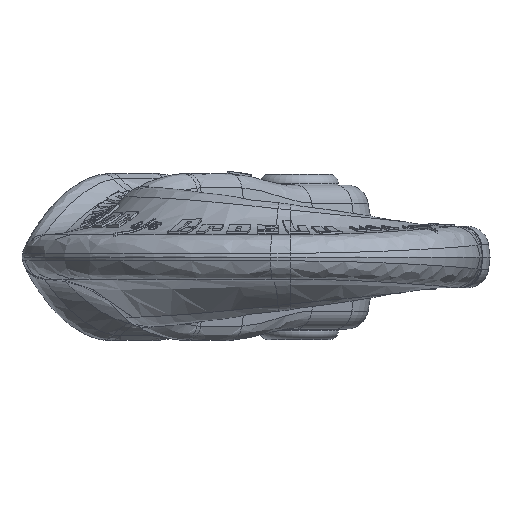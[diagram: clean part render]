
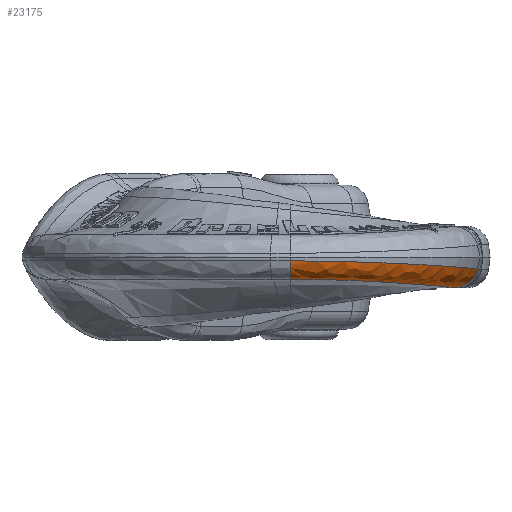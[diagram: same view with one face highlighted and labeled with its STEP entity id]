
A CAD part, front view. The second image highlights one B-rep face of the part: STEP entity #23175.
In plain terms, the highlighted free-form (B-spline) face has degree [3, 3] with [7, 9] control points.
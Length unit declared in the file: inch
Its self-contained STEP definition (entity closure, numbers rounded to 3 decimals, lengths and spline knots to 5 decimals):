
#2908=CARTESIAN_POINT('',(0.,-3.5173,
-0.0547));
#2909=CARTESIAN_POINT('',(0.,-3.51094,
-0.09079));
#2910=CARTESIAN_POINT('',(0.,-3.48529,
-0.16145));
#2911=CARTESIAN_POINT('',(0.,-3.412,
-0.24789));
#2912=CARTESIAN_POINT('',(0.,-3.31426,
-0.303));
#2913=CARTESIAN_POINT('',(0.,-3.24232,
-0.315));
#2914=CARTESIAN_POINT('',(0.,-3.20709,
-0.315));
#3240=CARTESIAN_POINT('',(0.,-3.20709,
-0.315));
#3241=CARTESIAN_POINT('',(0.28377,-3.17488,
-0.31481));
#3242=CARTESIAN_POINT('',(0.84281,-3.01457,
-0.32915));
#3243=CARTESIAN_POINT('',(1.57098,-2.49879,
-0.37068));
#3244=CARTESIAN_POINT('',(2.10452,-1.7558,
-0.41087));
#3245=CARTESIAN_POINT('',(2.2877,-1.16607,
-0.42732));
#3246=CARTESIAN_POINT('',(2.33194,-0.86605,
-0.43194));
#3259=CARTESIAN_POINT('',(0.,-3.5173,
-0.0547));
#3260=CARTESIAN_POINT('',(0.32488,-3.48698,
-0.05501));
#3261=CARTESIAN_POINT('',(0.96615,-3.31628,
-0.06708));
#3262=CARTESIAN_POINT('',(1.79821,-2.75154,
-0.10313));
#3263=CARTESIAN_POINT('',(2.40476,-1.93783,
-0.14223));
#3264=CARTESIAN_POINT('',(2.61193,-1.29202,
-0.16222));
#3265=CARTESIAN_POINT('',(2.6609,-0.96238,
-0.1691));
#3267=CARTESIAN_POINT('',(2.6609,-0.96238,
-0.1691));
#3268=CARTESIAN_POINT('',(2.65201,-0.95991,
-0.20719));
#3269=CARTESIAN_POINT('',(2.61794,-0.95281,
-0.28459));
#3270=CARTESIAN_POINT('',(2.54363,-0.93428,
-0.35927));
#3271=CARTESIAN_POINT('',(2.47711,-0.91523,
-0.39799));
#3272=CARTESIAN_POINT('',(2.42636,-0.89961,
-0.41762));
#3273=CARTESIAN_POINT('',(2.37742,-0.88307,
-0.42866));
#3274=CARTESIAN_POINT('',(2.34666,-0.87172,
-0.43177));
#3275=CARTESIAN_POINT('',(2.33194,-0.86605,
-0.43194));
#3296=CARTESIAN_POINT('',(0.,-3.5173,
-0.0547));
#4949=CARTESIAN_POINT('',(2.33194,-0.86605,
-0.43194));
#4966=CARTESIAN_POINT('',(2.6609,-0.96238,
-0.1691));
#16943=VERTEX_POINT('',#4966);
#16944=VERTEX_POINT('',#4949);
#17422=VERTEX_POINT('',#3296);
#17423=VERTEX_POINT('',#2914);
#23103=CARTESIAN_POINT('',(2.32812,-0.80789,
-0.43258));
#23104=CARTESIAN_POINT('',(2.34622,-0.81459,
-0.43328));
#23105=CARTESIAN_POINT('',(2.38071,-0.8267,
-0.43047));
#23106=CARTESIAN_POINT('',(2.43402,-0.84362,
-0.4186));
#23107=CARTESIAN_POINT('',(2.48491,-0.85834,
-0.39908));
#23108=CARTESIAN_POINT('',(2.55163,-0.87629,
-0.36051));
#23109=CARTESIAN_POINT('',(2.63011,-0.89472,
-0.28205));
#23110=CARTESIAN_POINT('',(2.66473,-0.90146,
-0.1981));
#23111=CARTESIAN_POINT('',(2.67223,-0.90391,
-0.15497));
#23112=CARTESIAN_POINT('',(2.28729,-1.12498,
-0.42816));
#23113=CARTESIAN_POINT('',(2.30538,-1.13412,
-0.4289));
#23114=CARTESIAN_POINT('',(2.33958,-1.15066,
-0.42559));
#23115=CARTESIAN_POINT('',(2.39209,-1.17372,
-0.41308));
#23116=CARTESIAN_POINT('',(2.44217,-1.19375,
-0.39288));
#23117=CARTESIAN_POINT('',(2.50786,-1.21819,
-0.35341));
#23118=CARTESIAN_POINT('',(2.58529,-1.24309,
-0.27365));
#23119=CARTESIAN_POINT('',(2.61952,-1.25148,
-0.19029));
#23120=CARTESIAN_POINT('',(2.62739,-1.25423,
-0.14852));
#23121=CARTESIAN_POINT('',(2.10461,-1.73241,
-0.41155));
#23122=CARTESIAN_POINT('',(2.12164,-1.74625,
-0.41236));
#23123=CARTESIAN_POINT('',(2.15351,-1.77125,
-0.40832));
#23124=CARTESIAN_POINT('',(2.20195,-1.80598,
-0.39449));
#23125=CARTESIAN_POINT('',(2.24801,-1.83605,
-0.3728));
#23126=CARTESIAN_POINT('',(2.30844,-1.87277,
-0.33155));
#23127=CARTESIAN_POINT('',(2.3799,-1.90965,
-0.24972));
#23128=CARTESIAN_POINT('',(2.412,-1.92011,
-0.16807));
#23129=CARTESIAN_POINT('',(2.42015,-1.92257,
-0.129));
#23130=CARTESIAN_POINT('',(1.5631,-2.48649,
-0.37045));
#23131=CARTESIAN_POINT('',(1.5758,-2.50645,
-0.37154));
#23132=CARTESIAN_POINT('',(1.59947,-2.54255,
-0.36715));
#23133=CARTESIAN_POINT('',(1.6353,-2.59245,
-0.35129));
#23134=CARTESIAN_POINT('',(1.66933,-2.63526,
-0.32717));
#23135=CARTESIAN_POINT('',(1.71415,-2.68711,
-0.28329));
#23136=CARTESIAN_POINT('',(1.76775,-2.7379,
-0.20062));
#23137=CARTESIAN_POINT('',(1.79351,-2.75047,
-0.12482));
#23138=CARTESIAN_POINT('',(1.80117,-2.75244,
-0.09085));
#23139=CARTESIAN_POINT('',(0.82225,-3.01103,
-0.3278));
#23140=CARTESIAN_POINT('',(0.82873,-3.03577,
-0.32922));
#23141=CARTESIAN_POINT('',(0.84087,-3.08063,
-0.32494));
#23142=CARTESIAN_POINT('',(0.85933,-3.14226,
-0.3066));
#23143=CARTESIAN_POINT('',(0.87689,-3.19423,
-0.27937));
#23144=CARTESIAN_POINT('',(0.90025,-3.25567,
-0.23211));
#23145=CARTESIAN_POINT('',(0.92874,-3.3134,
-0.15032));
#23146=CARTESIAN_POINT('',(0.94396,-3.32765,
-0.08383));
#23147=CARTESIAN_POINT('',(0.94925,-3.33022,
-0.05614));
#23148=CARTESIAN_POINT('',(0.24447,-3.16893,
-0.31337));
#23149=CARTESIAN_POINT('',(0.2463,-3.19594,
-0.31494));
#23150=CARTESIAN_POINT('',(0.24977,-3.24495,
-0.31074));
#23151=CARTESIAN_POINT('',(0.25508,-3.31161,
-0.28988));
#23152=CARTESIAN_POINT('',(0.26013,-3.36639,
-0.2595));
#23153=CARTESIAN_POINT('',(0.26689,-3.42855,
-0.2084));
#23154=CARTESIAN_POINT('',(0.27524,-3.48287,
-0.12728));
#23155=CARTESIAN_POINT('',(0.28,-3.49648,
-0.06878));
#23156=CARTESIAN_POINT('',(0.28176,-3.49968,
-0.04569));
#23157=CARTESIAN_POINT('',(-0.05777,-3.19571,
-0.31465));
#23158=CARTESIAN_POINT('',(-0.0582,-3.22377,
-0.31626));
#23159=CARTESIAN_POINT('',(-0.05902,-3.27465,
-0.31203));
#23160=CARTESIAN_POINT('',(-0.06028,-3.34328,
-0.28951));
#23161=CARTESIAN_POINT('',(-0.06148,-3.39854,
-0.25704));
#23162=CARTESIAN_POINT('',(-0.06308,-3.45915,
-0.20324));
#23163=CARTESIAN_POINT('',(-0.06506,-3.50867,
-0.12209));
#23164=CARTESIAN_POINT('',(-0.06618,-3.5208,
-0.06783));
#23165=CARTESIAN_POINT('',(-0.06659,-3.52401,
-0.04701));
#23166=B_SPLINE_SURFACE_WITH_KNOTS('',3,3,((#23103,#23104,#23105,#23106,#23107,
#23108,#23109,#23110,#23111),(#23112,#23113,#23114,#23115,#23116,#23117,#23118,
#23119,#23120),(#23121,#23122,#23123,#23124,#23125,#23126,#23127,#23128,#23129),
(#23130,#23131,#23132,#23133,#23134,#23135,#23136,#23137,#23138),(#23139,#23140,
#23141,#23142,#23143,#23144,#23145,#23146,#23147),(#23148,#23149,#23150,#23151,
#23152,#23153,#23154,#23155,#23156),(#23157,#23158,#23159,#23160,#23161,#23162,
#23163,#23164,#23165)),.UNSPECIFIED.,.F.,.F.,.F.,(4,1,1,1,4),(4,1,1,1,1,1,4),(
0.18384,0.39693,0.59795,0.79898,
1.01369),(0.72189,0.75457,0.78055,
0.80653,0.83251,0.88447,0.94338),
.UNSPECIFIED.);
#23167=ORIENTED_EDGE('',*,*,#21843,.F.);
#23169=ORIENTED_EDGE('',*,*,#23168,.T.);
#23171=ORIENTED_EDGE('',*,*,#23170,.T.);
#23172=ORIENTED_EDGE('',*,*,#23095,.F.);
#23173=EDGE_LOOP('',(#23167,#23169,#23171,#23172));
#23174=FACE_OUTER_BOUND('',#23173,.F.);
#23175=ADVANCED_FACE('',(#23174),#23166,.F.);
#2915=B_SPLINE_CURVE_WITH_KNOTS('',3,(#2908,#2909,#2910,#2911,#2912,#2913,
#2914),.UNSPECIFIED.,.F.,.F.,(4,1,1,1,4),(0.,0.25,
0.5,0.75,1.),.UNSPECIFIED.);
#3247=B_SPLINE_CURVE_WITH_KNOTS('',3,(#3240,#3241,#3242,#3243,#3244,#3245,
#3246),.UNSPECIFIED.,.F.,.F.,(4,1,1,1,4),(0.,0.25,
0.5,0.75,1.),.UNSPECIFIED.);
#3266=B_SPLINE_CURVE_WITH_KNOTS('',3,(#3259,#3260,#3261,#3262,#3263,#3264,
#3265),.UNSPECIFIED.,.F.,.F.,(4,1,1,1,4),(0.,0.25,
0.5,0.75,1.),.UNSPECIFIED.);
#3276=B_SPLINE_CURVE_WITH_KNOTS('',3,(#3267,#3268,#3269,#3270,#3271,#3272,#3273,
#3274,#3275),.UNSPECIFIED.,.F.,.F.,(4,1,1,1,1,1,4),(0.,0.25,
0.5,0.625,0.75,0.875,1.),
.UNSPECIFIED.);
#21843=EDGE_CURVE('',#17422,#17423,#2915,.T.);
#23095=EDGE_CURVE('',#17423,#16944,#3247,.T.);
#23168=EDGE_CURVE('',#17422,#16943,#3266,.T.);
#23170=EDGE_CURVE('',#16943,#16944,#3276,.T.);
